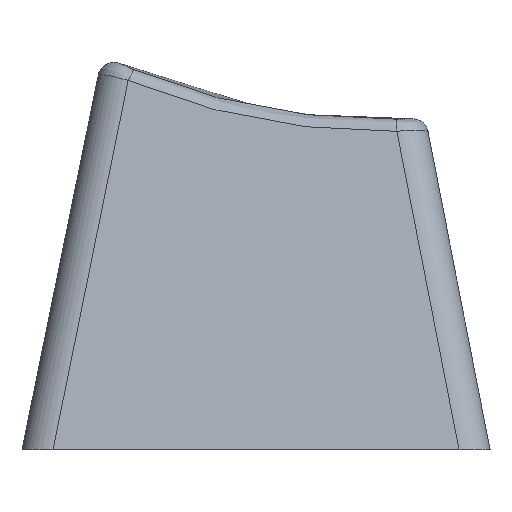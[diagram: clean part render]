
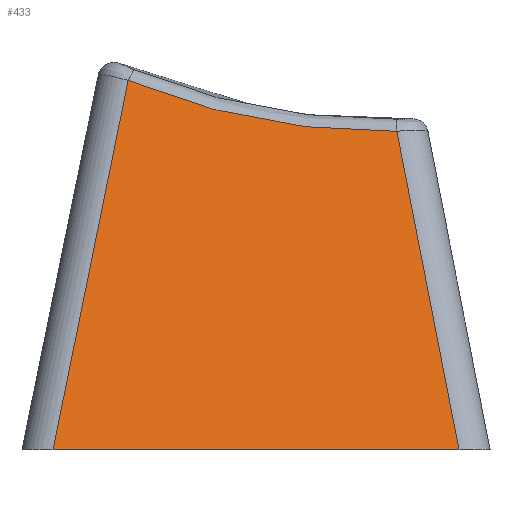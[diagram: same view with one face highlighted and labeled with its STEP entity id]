
A CAD part, left-side view. The second image highlights one B-rep face of the part: STEP entity #433.
In plain terms, the highlighted planar face has unit normal (-0.97, 0, 0.241).
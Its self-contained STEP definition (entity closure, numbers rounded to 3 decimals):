
#381=CARTESIAN_POINT('',(274.134,37.35,2.145));
#382=DIRECTION('',(-0.97,0.,0.242));
#383=DIRECTION('',(0.242,0.,0.97));
#384=AXIS2_PLACEMENT_3D('',#381,#382,#383);
#385=PLANE('',#384);
#386=CARTESIAN_POINT('',(273.6,29.413,0.));
#387=VERTEX_POINT('',#386);
#388=CARTESIAN_POINT('',(276.698,31.841,12.447));
#389=VERTEX_POINT('',#388);
#390=CARTESIAN_POINT('',(273.6,29.415,0.));
#391=DIRECTION('',(0.237,0.186,0.953));
#392=VECTOR('',#391,13.055);
#393=LINE('',#390,#392);
#394=EDGE_CURVE('',#387,#389,#393,.T.);
#395=ORIENTED_EDGE('',*,*,#394,.T.);
#396=CARTESIAN_POINT('',(277.192,42.349,14.43));
#397=VERTEX_POINT('',#396);
#398=CARTESIAN_POINT('',(276.698,31.841,12.447));
#399=CARTESIAN_POINT('',(276.694,32.741,12.43));
#400=CARTESIAN_POINT('',(276.701,33.638,12.46));
#401=CARTESIAN_POINT('',(276.72,34.533,12.536));
#402=CARTESIAN_POINT('',(276.739,35.428,12.611));
#403=CARTESIAN_POINT('',(276.769,36.321,12.733));
#404=CARTESIAN_POINT('',(276.811,37.203,12.899));
#405=CARTESIAN_POINT('',(276.831,37.644,12.982));
#406=CARTESIAN_POINT('',(276.855,38.082,13.077));
#407=CARTESIAN_POINT('',(276.881,38.518,13.182));
#408=CARTESIAN_POINT('',(276.907,38.954,13.288));
#409=CARTESIAN_POINT('',(276.937,39.388,13.405));
#410=CARTESIAN_POINT('',(276.968,39.818,13.533));
#411=CARTESIAN_POINT('',(277.032,40.677,13.788));
#412=CARTESIAN_POINT('',(277.106,41.521,14.087));
#413=CARTESIAN_POINT('',(277.192,42.349,14.43));
#414=B_SPLINE_CURVE_WITH_KNOTS('',3,(#398,#399,#400,#401,#402,#403,#404,#405,#406,#407,#408,#409,#410,#411,#412,#413),.UNSPECIFIED.,.F.,.F.,(4,3,3,3,3,4),(0.,0.003,0.005,0.007,0.008,0.011),.UNSPECIFIED.);
#415=EDGE_CURVE('',#389,#397,#414,.T.);
#416=ORIENTED_EDGE('',*,*,#415,.T.);
#417=CARTESIAN_POINT('',(273.6,45.287,0.));
#418=VERTEX_POINT('',#417);
#419=CARTESIAN_POINT('',(277.192,42.349,14.43));
#420=DIRECTION('',(-0.237,0.194,-0.952));
#421=VECTOR('',#420,15.158);
#422=LINE('',#419,#421);
#423=EDGE_CURVE('',#397,#418,#422,.T.);
#424=ORIENTED_EDGE('',*,*,#423,.T.);
#425=CARTESIAN_POINT('',(273.6,45.287,0.));
#426=DIRECTION('',(-0.,-1.,-0.));
#427=VECTOR('',#426,15.874);
#428=LINE('',#425,#427);
#429=EDGE_CURVE('',#418,#387,#428,.T.);
#430=ORIENTED_EDGE('',*,*,#429,.T.);
#431=EDGE_LOOP('',(#395,#416,#424,#430));
#432=FACE_BOUND('',#431,.T.);
#433=ADVANCED_FACE('',(#432),#385,.T.);
